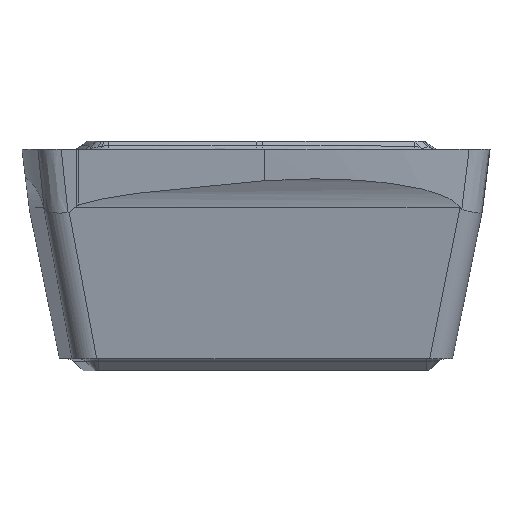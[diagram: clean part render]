
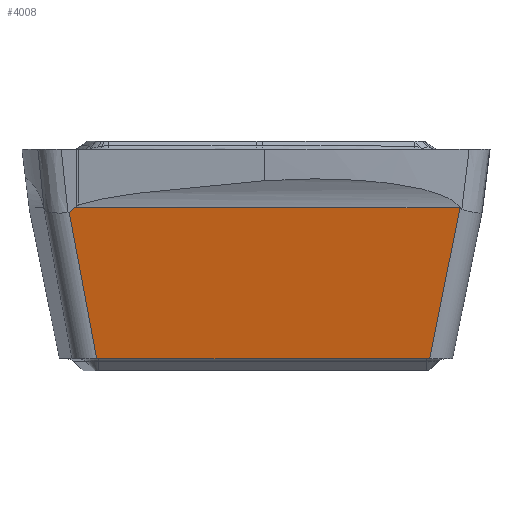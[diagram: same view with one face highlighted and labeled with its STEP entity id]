
A CAD part, front view. The second image highlights one B-rep face of the part: STEP entity #4008.
In plain terms, the highlighted planar face has unit normal (0.037, -0.981, -0.191).
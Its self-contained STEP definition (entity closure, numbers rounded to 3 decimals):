
#378=DIRECTION('',(0.999,0.038,0.));
#379=VECTOR('',#378,8.259);
#380=CARTESIAN_POINT('',(-3.949,-4.87,-5.2));
#381=LINE('',#380,#379);
#538=DIRECTION('',(-0.18,-0.194,0.964));
#539=VECTOR('',#538,3.771);
#540=CARTESIAN_POINT('',(-3.949,-4.87,-5.2));
#541=LINE('',#540,#539);
#545=DIRECTION('',(0.744,-0.101,0.661));
#546=VECTOR('',#545,0.173);
#547=CARTESIAN_POINT('',(-4.629,-5.603,
-1.564));
#548=LINE('',#547,#546);
#552=DIRECTION('',(-0.194,0.18,-0.964));
#553=VECTOR('',#552,3.888);
#554=CARTESIAN_POINT('',(5.059,-5.261,-1.451));
#555=LINE('',#554,#553);
#1262=DIRECTION('',(-0.999,-0.038,0.));
#1263=VECTOR('',#1262,9.566);
#1264=CARTESIAN_POINT('',(5.059,-5.261,
-1.451));
#1265=LINE('',#1264,#1263);
#3048=CARTESIAN_POINT('',(-3.949,-4.87,-5.2));
#3049=CARTESIAN_POINT('',(4.303,-4.56,
-5.2));
#3050=VERTEX_POINT('',#3048);
#3051=VERTEX_POINT('',#3049);
#3061=CARTESIAN_POINT('',(-4.629,-5.603,
-1.564));
#3062=VERTEX_POINT('',#3061);
#3063=CARTESIAN_POINT('',(-4.501,-5.62,
-1.45));
#3064=VERTEX_POINT('',#3063);
#3065=CARTESIAN_POINT('',(5.059,-5.261,
-1.451));
#3066=VERTEX_POINT('',#3065);
#3992=CARTESIAN_POINT('',(0.19,-5.05,-3.475));
#3993=DIRECTION('',(0.037,-0.981,-0.191));
#3994=DIRECTION('',(0.007,-0.191,0.982));
#3995=AXIS2_PLACEMENT_3D('',#3992,#3993,#3994);
#3996=PLANE('',#3995);
#3997=ORIENTED_EDGE('',*,*,#3963,.F.);
#3999=ORIENTED_EDGE('',*,*,#3998,.T.);
#4001=ORIENTED_EDGE('',*,*,#4000,.T.);
#4003=ORIENTED_EDGE('',*,*,#4002,.F.);
#4005=ORIENTED_EDGE('',*,*,#4004,.T.);
#4006=EDGE_LOOP('',(#3997,#3999,#4001,#4003,#4005));
#4007=FACE_OUTER_BOUND('',#4006,.F.);
#3963=EDGE_CURVE('',#3050,#3051,#381,.T.);
#3998=EDGE_CURVE('',#3050,#3062,#541,.T.);
#4000=EDGE_CURVE('',#3062,#3064,#548,.T.);
#4002=EDGE_CURVE('',#3066,#3064,#1265,.T.);
#4004=EDGE_CURVE('',#3066,#3051,#555,.T.);
#4008=ADVANCED_FACE('',(#4007),#3996,.T.);
